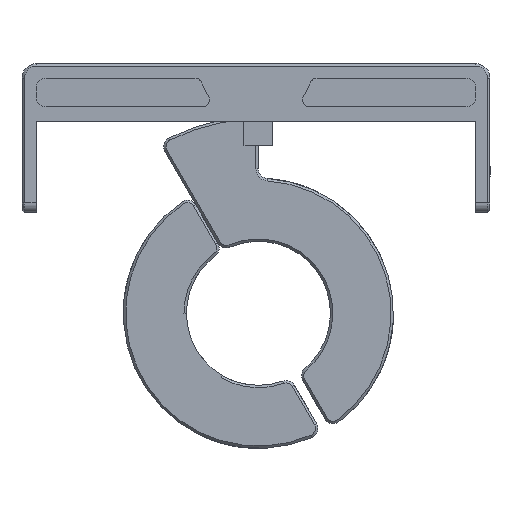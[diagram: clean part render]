
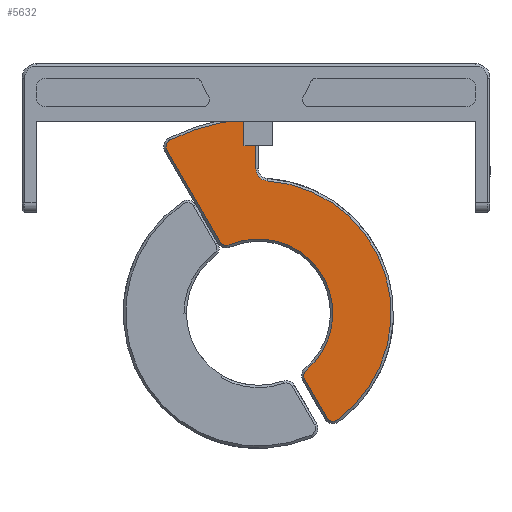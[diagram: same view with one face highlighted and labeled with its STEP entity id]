
A CAD part, left-side view. The second image highlights one B-rep face of the part: STEP entity #5632.
In plain terms, the highlighted planar face has unit normal (-1, 0, 0).
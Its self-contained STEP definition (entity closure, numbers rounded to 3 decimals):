
#355=PLANE('',#6172);
#600=FACE_OUTER_BOUND('',#952,.T.);
#952=EDGE_LOOP('',(#4662,#4663,#4664,#4665,#4666,#4667,#4668,#4669,#4670,
#4671,#4672,#4673));
#1399=LINE('',#8842,#1881);
#1406=LINE('',#8868,#1888);
#1412=LINE('',#8892,#1894);
#1881=VECTOR('',#7308,10.);
#1888=VECTOR('',#7335,10.);
#1894=VECTOR('',#7361,10.);
#2219=CIRCLE('',#6132,1.5);
#2221=CIRCLE('',#6135,15.5);
#2223=CIRCLE('',#6138,1.5);
#2225=CIRCLE('',#6142,1.5);
#2227=CIRCLE('',#6145,27.65);
#2229=CIRCLE('',#6148,2.5);
#2232=CIRCLE('',#6153,1.5);
#2234=CIRCLE('',#6156,1.5);
#2236=CIRCLE('',#6159,40.5);
#2611=VERTEX_POINT('',#8839);
#2612=VERTEX_POINT('',#8841);
#2615=VERTEX_POINT('',#8848);
#2617=VERTEX_POINT('',#8854);
#2619=VERTEX_POINT('',#8860);
#2621=VERTEX_POINT('',#8866);
#2623=VERTEX_POINT('',#8872);
#2625=VERTEX_POINT('',#8878);
#2627=VERTEX_POINT('',#8884);
#2629=VERTEX_POINT('',#8890);
#2631=VERTEX_POINT('',#8897);
#2632=VERTEX_POINT('',#8901);
#3297=EDGE_CURVE('',#2611,#2612,#1399,.T.);
#3301=EDGE_CURVE('',#2615,#2611,#2219,.T.);
#3304=EDGE_CURVE('',#2617,#2615,#2221,.T.);
#3307=EDGE_CURVE('',#2619,#2617,#2223,.T.);
#3310=EDGE_CURVE('',#2621,#2619,#1406,.T.);
#3313=EDGE_CURVE('',#2623,#2621,#2225,.T.);
#3316=EDGE_CURVE('',#2625,#2623,#2227,.T.);
#3319=EDGE_CURVE('',#2627,#2625,#2229,.T.);
#3322=EDGE_CURVE('',#2629,#2627,#1412,.T.);
#3326=EDGE_CURVE('',#2631,#2629,#2232,.T.);
#3329=EDGE_CURVE('',#2612,#2632,#2234,.T.);
#3331=EDGE_CURVE('',#2632,#2631,#2236,.T.);
#4662=ORIENTED_EDGE('',*,*,#3297,.F.);
#4663=ORIENTED_EDGE('',*,*,#3301,.F.);
#4664=ORIENTED_EDGE('',*,*,#3304,.F.);
#4665=ORIENTED_EDGE('',*,*,#3307,.F.);
#4666=ORIENTED_EDGE('',*,*,#3310,.F.);
#4667=ORIENTED_EDGE('',*,*,#3313,.F.);
#4668=ORIENTED_EDGE('',*,*,#3316,.F.);
#4669=ORIENTED_EDGE('',*,*,#3319,.F.);
#4670=ORIENTED_EDGE('',*,*,#3322,.F.);
#4671=ORIENTED_EDGE('',*,*,#3326,.F.);
#4672=ORIENTED_EDGE('',*,*,#3331,.F.);
#4673=ORIENTED_EDGE('',*,*,#3329,.F.);
#5632=ADVANCED_FACE('',(#600),#355,.T.);
#6132=AXIS2_PLACEMENT_3D('',#8850,#7314,#7315);
#6135=AXIS2_PLACEMENT_3D('',#8856,#7321,#7322);
#6138=AXIS2_PLACEMENT_3D('',#8862,#7328,#7329);
#6142=AXIS2_PLACEMENT_3D('',#8874,#7340,#7341);
#6145=AXIS2_PLACEMENT_3D('',#8880,#7347,#7348);
#6148=AXIS2_PLACEMENT_3D('',#8886,#7354,#7355);
#6153=AXIS2_PLACEMENT_3D('',#8899,#7368,#7369);
#6156=AXIS2_PLACEMENT_3D('',#8905,#7375,#7376);
#6159=AXIS2_PLACEMENT_3D('',#8908,#7381,#7382);
#6172=AXIS2_PLACEMENT_3D('',#8943,#7418,#7419);
#7308=DIRECTION('',(0.,0.5,0.866));
#7314=DIRECTION('center_axis',(1.,0.,0.));
#7315=DIRECTION('ref_axis',(0.,0.315,-0.949));
#7321=DIRECTION('center_axis',(-1.,0.,0.));
#7322=DIRECTION('ref_axis',(0.,-0.866,0.5));
#7328=DIRECTION('center_axis',(1.,0.,0.));
#7329=DIRECTION('ref_axis',(0.,0.985,0.172));
#7335=DIRECTION('',(0.,0.5,0.866));
#7340=DIRECTION('center_axis',(1.,0.,0.));
#7341=DIRECTION('ref_axis',(0.,0.203,-0.979));
#7347=DIRECTION('center_axis',(1.,0.,0.));
#7348=DIRECTION('ref_axis',(0.,-0.866,0.5));
#7354=DIRECTION('center_axis',(-1.,0.,0.));
#7355=DIRECTION('ref_axis',(0.,0.73,-0.683));
#7361=DIRECTION('',(0.,0.,-1.));
#7368=DIRECTION('center_axis',(1.,0.,0.));
#7369=DIRECTION('ref_axis',(0.,-0.689,0.725));
#7375=DIRECTION('center_axis',(1.,0.,0.));
#7376=DIRECTION('ref_axis',(0.,0.959,0.284));
#7381=DIRECTION('center_axis',(1.,0.,0.));
#7382=DIRECTION('ref_axis',(0.,1.,0.));
#7418=DIRECTION('center_axis',(-1.,0.,0.));
#7419=DIRECTION('ref_axis',(0.,-0.866,0.5));
#8839=CARTESIAN_POINT('',(39.339,8.14,133.848));
#8841=CARTESIAN_POINT('',(39.339,19.174,152.959));
#8842=CARTESIAN_POINT('',(39.339,5.449,129.187));
#8848=CARTESIAN_POINT('',(39.339,6.249,133.22));
#8850=CARTESIAN_POINT('Origin',(39.339,6.841,134.598));
#8854=CARTESIAN_POINT('',(39.339,-9.865,107.133));
#8856=CARTESIAN_POINT('Origin',(39.339,0.132,118.978));
#8860=CARTESIAN_POINT('',(39.339,-9.533,105.237));
#8862=CARTESIAN_POINT('Origin',(39.339,-10.832,105.987));
#8866=CARTESIAN_POINT('',(39.339,-14.155,97.231));
#8868=CARTESIAN_POINT('',(39.339,-8.204,107.539));
#8872=CARTESIAN_POINT('',(39.339,-16.349,96.777));
#8874=CARTESIAN_POINT('Origin',(39.339,-15.454,97.981));
#8878=CARTESIAN_POINT('',(39.339,-1.702,146.567));
#8880=CARTESIAN_POINT('Origin',(39.339,0.132,118.978));
#8884=CARTESIAN_POINT('',(39.339,0.632,149.062));
#8886=CARTESIAN_POINT('Origin',(39.339,-1.868,149.062));
#8890=CARTESIAN_POINT('',(39.339,0.632,157.927));
#8892=CARTESIAN_POINT('',(39.339,0.632,139.978));
#8897=CARTESIAN_POINT('',(39.339,2.209,159.425));
#8899=CARTESIAN_POINT('Origin',(39.339,2.132,157.927));
#8901=CARTESIAN_POINT('',(39.339,18.557,155.045));
#8905=CARTESIAN_POINT('Origin',(39.339,17.875,153.709));
#8908=CARTESIAN_POINT('Origin',(39.339,0.132,118.978));
#8943=CARTESIAN_POINT('Origin',(39.339,0.132,118.978));
